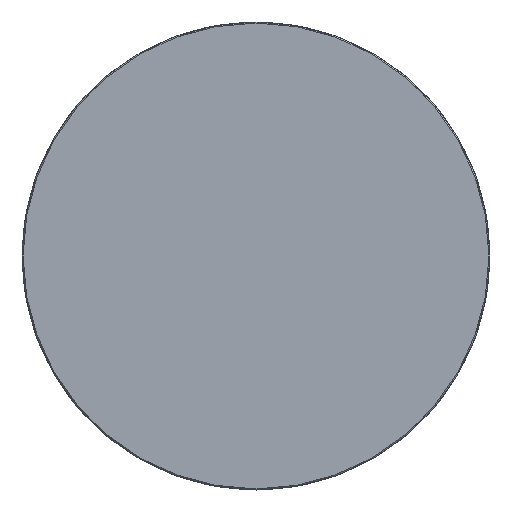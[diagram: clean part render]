
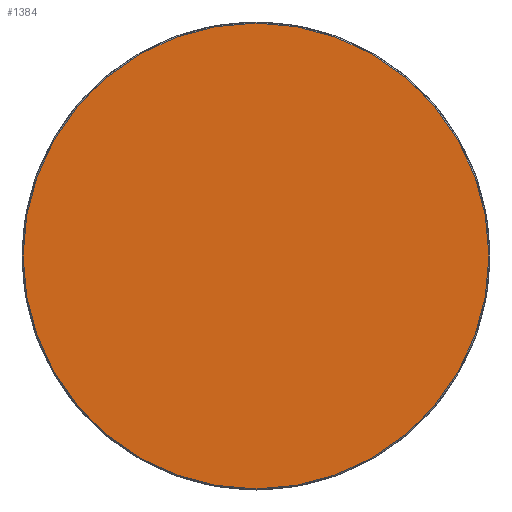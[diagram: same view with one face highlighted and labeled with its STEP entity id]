
A CAD part, left-side view. The second image highlights one B-rep face of the part: STEP entity #1384.
In plain terms, the highlighted planar face has unit normal (-1, 0, 0).
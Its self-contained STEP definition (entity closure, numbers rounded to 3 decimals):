
#62 = CIRCLE ( 'NONE', #2910, 105.5 ) ;
#132 = DIRECTION ( 'NONE',  ( 0., 1., 0. ) ) ;
#491 = EDGE_CURVE ( 'NONE', #3763, #1176, #1708, .T. ) ;
#811 = ORIENTED_EDGE ( 'NONE', *, *, #491, .T. ) ;
#939 = ORIENTED_EDGE ( 'NONE', *, *, #3077, .T. ) ;
#1049 = CARTESIAN_POINT ( 'NONE',  ( -209.75, -105.5, 0. ) ) ;
#1119 = FACE_OUTER_BOUND ( 'NONE', #3912, .T. ) ;
#1167 = PLANE ( 'NONE',  #3891 ) ;
#1176 = VERTEX_POINT ( 'NONE', #1049 ) ;
#1384 = ADVANCED_FACE ( 'NONE', ( #1119 ), #1167, .F. ) ;
#1708 = CIRCLE ( 'NONE', #2391, 105.5 ) ;
#1759 = DIRECTION ( 'NONE',  ( -1., 0., 0. ) ) ;
#1795 = CARTESIAN_POINT ( 'NONE',  ( -209.75, -106.766, 106.766 ) ) ;
#2080 = DIRECTION ( 'NONE',  ( 0., 0., -1. ) ) ;
#2092 = DIRECTION ( 'NONE',  ( 1., 0., 0. ) ) ;
#2351 = DIRECTION ( 'NONE',  ( 0., 1., 0. ) ) ;
#2390 = CARTESIAN_POINT ( 'NONE',  ( -209.75, 0., 0. ) ) ;
#2391 = AXIS2_PLACEMENT_3D ( 'NONE', #2593, #3193, #132 ) ;
#2593 = CARTESIAN_POINT ( 'NONE',  ( -209.75, 0., 0. ) ) ;
#2910 = AXIS2_PLACEMENT_3D ( 'NONE', #2390, #1759, #2351 ) ;
#3077 = EDGE_CURVE ( 'NONE', #1176, #3763, #62, .T. ) ;
#3193 = DIRECTION ( 'NONE',  ( -1., 0., 0. ) ) ;
#3733 = CARTESIAN_POINT ( 'NONE',  ( -209.75, 105.5, 0. ) ) ;
#3763 = VERTEX_POINT ( 'NONE', #3733 ) ;
#3891 = AXIS2_PLACEMENT_3D ( 'NONE', #1795, #2092, #2080 ) ;
#3912 = EDGE_LOOP ( 'NONE', ( #811, #939 ) ) ;
